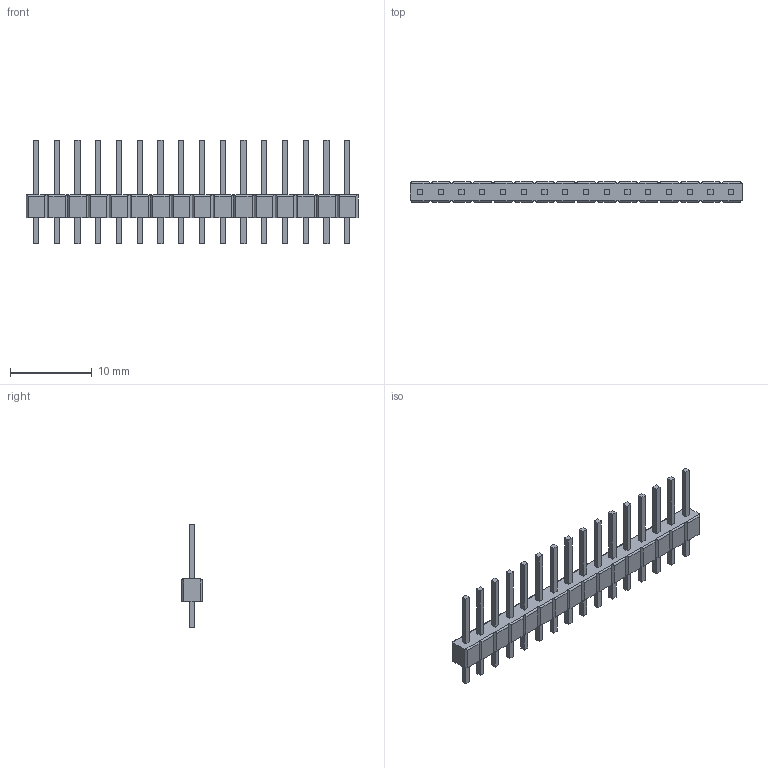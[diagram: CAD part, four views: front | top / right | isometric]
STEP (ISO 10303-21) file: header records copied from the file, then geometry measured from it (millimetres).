
FILE_DESCRIPTION((''),'2;1');
FILE_NAME('C-1-826629-6','2017-03-15T',('workeradm'),('Tyco Electronics Ltd.'),'CREO PARAMETRIC BY PTC INC, 2016050','CREO PARAMETRIC BY PTC INC, 2016050','');
FILE_SCHEMA(('AUTOMOTIVE_DESIGN { 1 0 10303 214 1 1 1 1 }'));
Length unit declared in the file: millimetre
Products named in the file (1): C-1-826629-6
Bounding box: 40.64 x 2.5 x 12.7 mm (x, y, z)
Volume: 341.2 mm3; surface area: 849.5 mm2
Topology: 1 solids, 1 shells, 292 faces, 774 edges, 516 vertices
Faces by surface type: plane 260, cylinder 32
Entity records: 9133 total; most frequent: CARTESIAN_POINT 1811, ORIENTED_EDGE 1548, DIRECTION 1294, EDGE_CURVE 774, VECTOR 710, LINE 710, VERTEX_POINT 516, EDGE_LOOP 324
